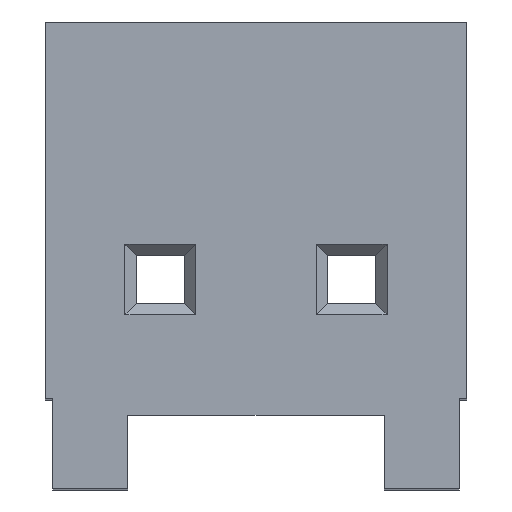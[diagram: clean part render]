
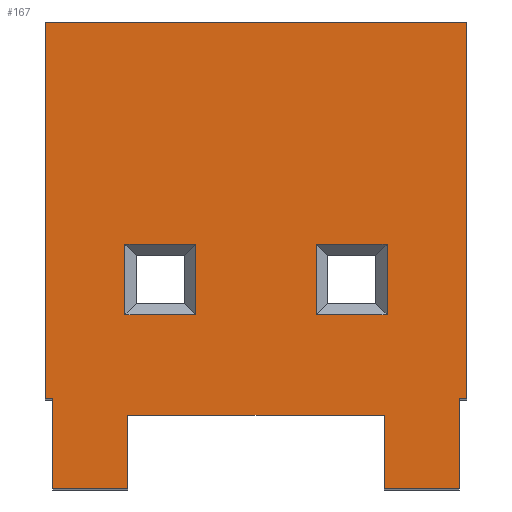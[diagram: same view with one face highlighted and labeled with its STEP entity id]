
A CAD part, top view. The second image highlights one B-rep face of the part: STEP entity #167.
In plain terms, the highlighted planar face has unit normal (0, 0, 1).
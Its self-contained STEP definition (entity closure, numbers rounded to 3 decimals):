
#167 = ADVANCED_FACE( '', ( #381, #382, #383 ), #384, .T. );
#381 = FACE_BOUND( '', #651, .T. );
#382 = FACE_BOUND( '', #652, .T. );
#383 = FACE_OUTER_BOUND( '', #653, .T. );
#384 = PLANE( '', #654 );
#651 = EDGE_LOOP( '', ( #1018, #1019, #1020, #1021 ) );
#652 = EDGE_LOOP( '', ( #1022, #1023, #1024, #1025 ) );
#653 = EDGE_LOOP( '', ( #1026, #1027, #1028, #1029, #1030, #1031, #1032, #1033, #1034, #1035, #1036, #1037 ) );
#654 = AXIS2_PLACEMENT_3D( '', #1038, #1039, #1040 );
#1018 = ORIENTED_EDGE( '', *, *, #1734, .T. );
#1019 = ORIENTED_EDGE( '', *, *, #1667, .T. );
#1020 = ORIENTED_EDGE( '', *, *, #1735, .T. );
#1021 = ORIENTED_EDGE( '', *, *, #1736, .T. );
#1022 = ORIENTED_EDGE( '', *, *, #1682, .T. );
#1023 = ORIENTED_EDGE( '', *, *, #1737, .T. );
#1024 = ORIENTED_EDGE( '', *, *, #1738, .T. );
#1025 = ORIENTED_EDGE( '', *, *, #1739, .T. );
#1026 = ORIENTED_EDGE( '', *, *, #1730, .T. );
#1027 = ORIENTED_EDGE( '', *, *, #1740, .F. );
#1028 = ORIENTED_EDGE( '', *, *, #1741, .F. );
#1029 = ORIENTED_EDGE( '', *, *, #1705, .F. );
#1030 = ORIENTED_EDGE( '', *, *, #1742, .T. );
#1031 = ORIENTED_EDGE( '', *, *, #1743, .F. );
#1032 = ORIENTED_EDGE( '', *, *, #1744, .T. );
#1033 = ORIENTED_EDGE( '', *, *, #1745, .T. );
#1034 = ORIENTED_EDGE( '', *, *, #1746, .F. );
#1035 = ORIENTED_EDGE( '', *, *, #1747, .F. );
#1036 = ORIENTED_EDGE( '', *, *, #1748, .F. );
#1037 = ORIENTED_EDGE( '', *, *, #1685, .F. );
#1038 = CARTESIAN_POINT( '', ( 2.8, -2.5, 6.425 ) );
#1039 = DIRECTION( '', ( 0., 0., 1. ) );
#1040 = DIRECTION( '', ( 1., 0., 0. ) );
#1667 = EDGE_CURVE( '', #2003, #2001, #2004, .T. );
#1682 = EDGE_CURVE( '', #2023, #2028, #2030, .T. );
#1685 = EDGE_CURVE( '', #2033, #2035, #2036, .T. );
#1705 = EDGE_CURVE( '', #2068, #2063, #2070, .T. );
#1730 = EDGE_CURVE( '', #2033, #2108, #2110, .T. );
#1734 = EDGE_CURVE( '', #2115, #2003, #2116, .T. );
#1735 = EDGE_CURVE( '', #2001, #2117, #2118, .T. );
#1736 = EDGE_CURVE( '', #2117, #2115, #2119, .T. );
#1737 = EDGE_CURVE( '', #2028, #2120, #2121, .T. );
#1738 = EDGE_CURVE( '', #2120, #2122, #2123, .T. );
#1739 = EDGE_CURVE( '', #2122, #2023, #2124, .T. );
#1740 = EDGE_CURVE( '', #2125, #2108, #2126, .T. );
#1741 = EDGE_CURVE( '', #2063, #2125, #2127, .T. );
#1742 = EDGE_CURVE( '', #2068, #2128, #2129, .T. );
#1743 = EDGE_CURVE( '', #2130, #2128, #2131, .T. );
#1744 = EDGE_CURVE( '', #2130, #2132, #2133, .T. );
#1745 = EDGE_CURVE( '', #2132, #2134, #2135, .T. );
#1746 = EDGE_CURVE( '', #2136, #2134, #2137, .T. );
#1747 = EDGE_CURVE( '', #2138, #2136, #2139, .T. );
#1748 = EDGE_CURVE( '', #2035, #2138, #2140, .T. );
#2001 = VERTEX_POINT( '', #2484 );
#2003 = VERTEX_POINT( '', #2487 );
#2004 = LINE( '', #2488, #2489 );
#2023 = VERTEX_POINT( '', #2517 );
#2028 = VERTEX_POINT( '', #2524 );
#2030 = LINE( '', #2527, #2528 );
#2033 = VERTEX_POINT( '', #2531 );
#2035 = VERTEX_POINT( '', #2534 );
#2036 = LINE( '', #2535, #2536 );
#2063 = VERTEX_POINT( '', #2576 );
#2068 = VERTEX_POINT( '', #2583 );
#2070 = LINE( '', #2586, #2587 );
#2108 = VERTEX_POINT( '', #2642 );
#2110 = LINE( '', #2645, #2646 );
#2115 = VERTEX_POINT( '', #2653 );
#2116 = LINE( '', #2654, #2655 );
#2117 = VERTEX_POINT( '', #2656 );
#2118 = LINE( '', #2657, #2658 );
#2119 = LINE( '', #2659, #2660 );
#2120 = VERTEX_POINT( '', #2661 );
#2121 = LINE( '', #2662, #2663 );
#2122 = VERTEX_POINT( '', #2664 );
#2123 = LINE( '', #2665, #2666 );
#2124 = LINE( '', #2667, #2668 );
#2125 = VERTEX_POINT( '', #2669 );
#2126 = LINE( '', #2670, #2671 );
#2127 = LINE( '', #2672, #2673 );
#2128 = VERTEX_POINT( '', #2674 );
#2129 = LINE( '', #2675, #2676 );
#2130 = VERTEX_POINT( '', #2677 );
#2131 = LINE( '', #2678, #2679 );
#2132 = VERTEX_POINT( '', #2680 );
#2133 = LINE( '', #2681, #2682 );
#2134 = VERTEX_POINT( '', #2683 );
#2135 = LINE( '', #2684, #2685 );
#2136 = VERTEX_POINT( '', #2686 );
#2137 = LINE( '', #2687, #2688 );
#2138 = VERTEX_POINT( '', #2689 );
#2139 = LINE( '', #2690, #2691 );
#2140 = LINE( '', #2692, #2693 );
#2484 = CARTESIAN_POINT( '', ( 1.74, -1.39, 6.425 ) );
#2487 = CARTESIAN_POINT( '', ( 1.74, -0.45, 6.425 ) );
#2488 = CARTESIAN_POINT( '', ( 1.74, -1.24, 6.425 ) );
#2489 = VECTOR( '', #3106, 1000. );
#2517 = CARTESIAN_POINT( '', ( -1.74, -0.45, 6.425 ) );
#2524 = CARTESIAN_POINT( '', ( -0.8, -0.45, 6.425 ) );
#2527 = CARTESIAN_POINT( '', ( -0.95, -0.45, 6.425 ) );
#2528 = VECTOR( '', #3119, 1000. );
#2531 = CARTESIAN_POINT( '', ( -1.7, -3.7, 6.425 ) );
#2534 = CARTESIAN_POINT( '', ( -2.7, -3.7, 6.425 ) );
#2535 = CARTESIAN_POINT( '', ( -1.7, -3.7, 6.425 ) );
#2536 = VECTOR( '', #3121, 1000. );
#2576 = CARTESIAN_POINT( '', ( 1.7, -3.7, 6.425 ) );
#2583 = CARTESIAN_POINT( '', ( 2.7, -3.7, 6.425 ) );
#2586 = CARTESIAN_POINT( '', ( 2.7, -3.7, 6.425 ) );
#2587 = VECTOR( '', #3138, 1000. );
#2642 = CARTESIAN_POINT( '', ( -1.7, -2.72, 6.425 ) );
#2645 = CARTESIAN_POINT( '', ( -1.7, -3.7, 6.425 ) );
#2646 = VECTOR( '', #3157, 1000. );
#2653 = CARTESIAN_POINT( '', ( 0.8, -0.45, 6.425 ) );
#2654 = CARTESIAN_POINT( '', ( 1.59, -0.45, 6.425 ) );
#2655 = VECTOR( '', #3160, 1000. );
#2656 = CARTESIAN_POINT( '', ( 0.8, -1.39, 6.425 ) );
#2657 = CARTESIAN_POINT( '', ( 0.95, -1.39, 6.425 ) );
#2658 = VECTOR( '', #3161, 1000. );
#2659 = CARTESIAN_POINT( '', ( 0.8, -0.6, 6.425 ) );
#2660 = VECTOR( '', #3162, 1000. );
#2661 = CARTESIAN_POINT( '', ( -0.8, -1.39, 6.425 ) );
#2662 = CARTESIAN_POINT( '', ( -0.8, -1.24, 6.425 ) );
#2663 = VECTOR( '', #3163, 1000. );
#2664 = CARTESIAN_POINT( '', ( -1.74, -1.39, 6.425 ) );
#2665 = CARTESIAN_POINT( '', ( -1.59, -1.39, 6.425 ) );
#2666 = VECTOR( '', #3164, 1000. );
#2667 = CARTESIAN_POINT( '', ( -1.74, -0.6, 6.425 ) );
#2668 = VECTOR( '', #3165, 1000. );
#2669 = CARTESIAN_POINT( '', ( 1.7, -2.72, 6.425 ) );
#2670 = CARTESIAN_POINT( '', ( 1.7, -2.72, 6.425 ) );
#2671 = VECTOR( '', #3166, 1000. );
#2672 = CARTESIAN_POINT( '', ( 1.7, -3.7, 6.425 ) );
#2673 = VECTOR( '', #3167, 1000. );
#2674 = CARTESIAN_POINT( '', ( 2.7, -2.5, 6.425 ) );
#2675 = CARTESIAN_POINT( '', ( 2.7, -3.7, 6.425 ) );
#2676 = VECTOR( '', #3168, 1000. );
#2677 = CARTESIAN_POINT( '', ( 2.8, -2.5, 6.425 ) );
#2678 = CARTESIAN_POINT( '', ( 2.8, -2.5, 6.425 ) );
#2679 = VECTOR( '', #3169, 1000. );
#2680 = CARTESIAN_POINT( '', ( 2.8, 2.5, 6.425 ) );
#2681 = CARTESIAN_POINT( '', ( 2.8, -2.5, 6.425 ) );
#2682 = VECTOR( '', #3170, 1000. );
#2683 = CARTESIAN_POINT( '', ( -2.8, 2.5, 6.425 ) );
#2684 = CARTESIAN_POINT( '', ( 2.8, 2.5, 6.425 ) );
#2685 = VECTOR( '', #3171, 1000. );
#2686 = CARTESIAN_POINT( '', ( -2.8, -2.5, 6.425 ) );
#2687 = CARTESIAN_POINT( '', ( -2.8, -2.5, 6.425 ) );
#2688 = VECTOR( '', #3172, 1000. );
#2689 = CARTESIAN_POINT( '', ( -2.7, -2.5, 6.425 ) );
#2690 = CARTESIAN_POINT( '', ( 2.8, -2.5, 6.425 ) );
#2691 = VECTOR( '', #3173, 1000. );
#2692 = CARTESIAN_POINT( '', ( -2.7, -3.7, 6.425 ) );
#2693 = VECTOR( '', #3174, 1000. );
#3106 = DIRECTION( '', ( 0., -1., 0. ) );
#3119 = DIRECTION( '', ( 1., 0., 0. ) );
#3121 = DIRECTION( '', ( -1., 0., 0. ) );
#3138 = DIRECTION( '', ( -1., 0., 0. ) );
#3157 = DIRECTION( '', ( 0., 1., 0. ) );
#3160 = DIRECTION( '', ( 1., 0., 0. ) );
#3161 = DIRECTION( '', ( -1., 0., 0. ) );
#3162 = DIRECTION( '', ( 0., 1., 0. ) );
#3163 = DIRECTION( '', ( 0., -1., 0. ) );
#3164 = DIRECTION( '', ( -1., 0., 0. ) );
#3165 = DIRECTION( '', ( 0., 1., 0. ) );
#3166 = DIRECTION( '', ( -1., 0., 0. ) );
#3167 = DIRECTION( '', ( 0., 1., 0. ) );
#3168 = DIRECTION( '', ( 0., 1., 0. ) );
#3169 = DIRECTION( '', ( -1., 0., 0. ) );
#3170 = DIRECTION( '', ( 0., 1., 0. ) );
#3171 = DIRECTION( '', ( -1., 0., 0. ) );
#3172 = DIRECTION( '', ( 0., 1., 0. ) );
#3173 = DIRECTION( '', ( -1., 0., 0. ) );
#3174 = DIRECTION( '', ( 0., 1., 0. ) );
